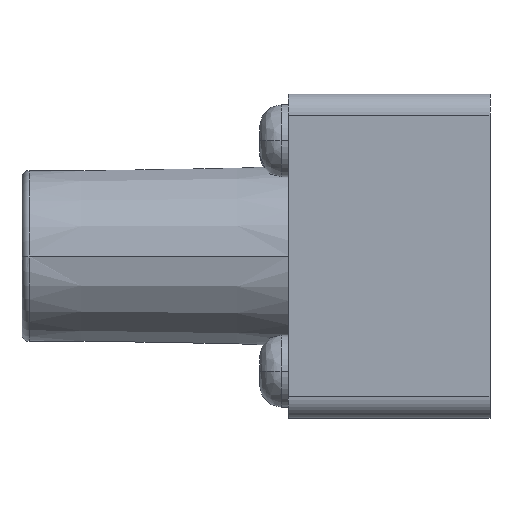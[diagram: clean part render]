
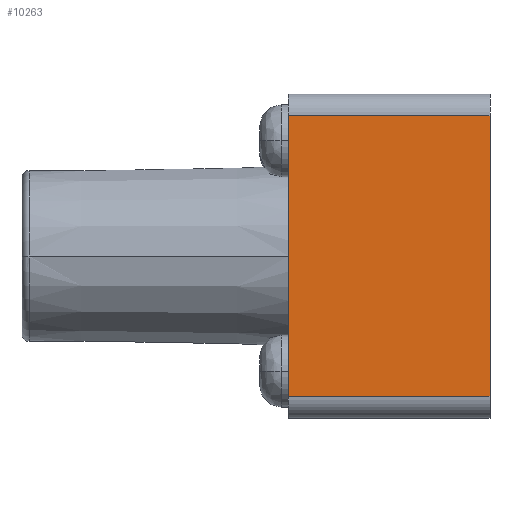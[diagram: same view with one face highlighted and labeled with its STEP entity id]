
A CAD part, left-side view. The second image highlights one B-rep face of the part: STEP entity #10263.
In plain terms, the highlighted planar face has unit normal (-1, 0, 0).
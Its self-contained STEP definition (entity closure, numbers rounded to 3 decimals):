
#2053=DIRECTION('',(0.,1.,0.));
#2054=VECTOR('',#2053,2.8);
#2055=CARTESIAN_POINT('',(-2.25,0.,1.95));
#2056=LINE('',#2055,#2054);
#2061=DIRECTION('',(0.,0.,-1.));
#2062=VECTOR('',#2061,3.9);
#2063=CARTESIAN_POINT('',(-2.25,0.,1.95));
#2064=LINE('',#2063,#2062);
#2069=DIRECTION('',(0.,-1.,0.));
#2070=VECTOR('',#2069,2.8);
#2071=CARTESIAN_POINT('',(-2.25,2.8,-1.95));
#2072=LINE('',#2071,#2070);
#2145=DIRECTION('',(0.,0.,-1.));
#2146=VECTOR('',#2145,3.9);
#2147=CARTESIAN_POINT('',(-2.25,2.8,1.95));
#2148=LINE('',#2147,#2146);
#6863=CARTESIAN_POINT('',(-2.25,0.,1.95));
#6865=VERTEX_POINT('',#6863);
#6877=CARTESIAN_POINT('',(-2.25,0.,-1.95));
#6878=VERTEX_POINT('',#6877);
#6907=CARTESIAN_POINT('',(-2.25,2.8,1.95));
#6908=VERTEX_POINT('',#6907);
#6911=CARTESIAN_POINT('',(-2.25,2.8,-1.95));
#6912=VERTEX_POINT('',#6911);
#10250=CARTESIAN_POINT('',(-2.25,0.,-2.25));
#10251=DIRECTION('',(-1.,0.,0.));
#10252=DIRECTION('',(0.,0.,1.));
#10253=AXIS2_PLACEMENT_3D('',#10250,#10251,#10252);
#10254=PLANE('',#10253);
#10255=ORIENTED_EDGE('',*,*,#10241,.F.);
#10256=ORIENTED_EDGE('',*,*,#9134,.T.);
#10258=ORIENTED_EDGE('',*,*,#10257,.F.);
#10260=ORIENTED_EDGE('',*,*,#10259,.F.);
#10261=EDGE_LOOP('',(#10255,#10256,#10258,#10260));
#10262=FACE_OUTER_BOUND('',#10261,.F.);
#10263=ADVANCED_FACE('',(#10262),#10254,.T.);
#9134=EDGE_CURVE('',#6865,#6878,#2064,.T.);
#10241=EDGE_CURVE('',#6865,#6908,#2056,.T.);
#10257=EDGE_CURVE('',#6912,#6878,#2072,.T.);
#10259=EDGE_CURVE('',#6908,#6912,#2148,.T.);
